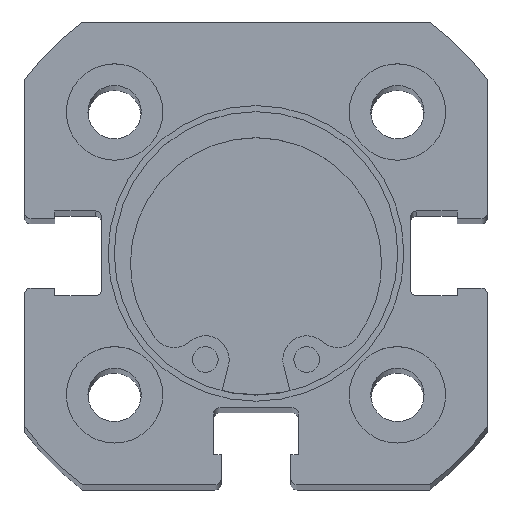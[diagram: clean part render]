
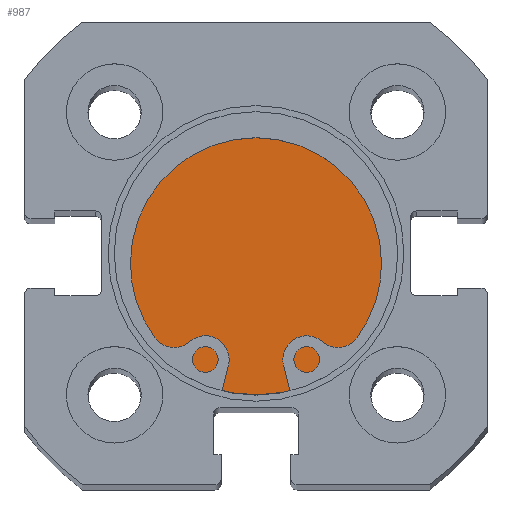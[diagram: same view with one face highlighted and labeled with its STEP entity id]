
A CAD part, top view. The second image highlights one B-rep face of the part: STEP entity #987.
In plain terms, the highlighted face is planar.
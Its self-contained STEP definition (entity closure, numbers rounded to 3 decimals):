
#82 = EDGE_LOOP ( 'NONE', ( #5246, #5245 ) ) ;
#140 = CARTESIAN_POINT ( 'NONE',  ( 6., 0., 0. ) ) ;
#144 = DIRECTION ( 'NONE',  ( -1., 0., 0. ) ) ;
#145 = DIRECTION ( 'NONE',  ( 0., 0., 1. ) ) ;
#202 = DIRECTION ( 'NONE',  ( -1., 0., 0. ) ) ;
#203 = DIRECTION ( 'NONE',  ( 0., 0., 1. ) ) ;
#321 = CARTESIAN_POINT ( 'NONE',  ( 6., 0., 0. ) ) ;
#987 = ADVANCED_FACE ( 'NONE', ( #2523 ), #2175, .F. ) ;
#1105 = EDGE_CURVE ( 'NONE', #5711, #5516, #2710, .T. ) ;
#1122 = EDGE_CURVE ( 'NONE', #5516, #5711, #2733, .T. ) ;
#1505 = AXIS2_PLACEMENT_3D ( 'NONE', #2176, #2173, #2172 ) ;
#1568 = AXIS2_PLACEMENT_3D ( 'NONE', #321, #202, #203 ) ;
#1581 = AXIS2_PLACEMENT_3D ( 'NONE', #140, #144, #145 ) ;
#2172 = DIRECTION ( 'NONE',  ( 0., 0., 1. ) ) ;
#2173 = DIRECTION ( 'NONE',  ( -1., 0., 0. ) ) ;
#2175 = PLANE ( 'NONE',  #1505 ) ;
#2176 = CARTESIAN_POINT ( 'NONE',  ( 6., 11., 0. ) ) ;
#2523 = FACE_OUTER_BOUND ( 'NONE', #82, .T. ) ;
#2710 = CIRCLE ( 'NONE', #1568, 11. ) ;
#2733 = CIRCLE ( 'NONE', #1581, 11. ) ;
#4552 = CARTESIAN_POINT ( 'NONE',  ( 6., 0., -11. ) ) ;
#4782 = CARTESIAN_POINT ( 'NONE',  ( 6., 0., 11. ) ) ;
#5245 = ORIENTED_EDGE ( 'NONE', *, *, #1122, .F. ) ;
#5246 = ORIENTED_EDGE ( 'NONE', *, *, #1105, .F. ) ;
#5516 = VERTEX_POINT ( 'NONE', #4552 ) ;
#5711 = VERTEX_POINT ( 'NONE', #4782 ) ;
